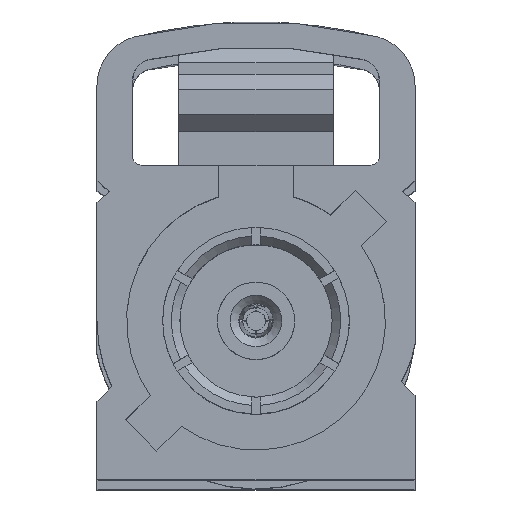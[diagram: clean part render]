
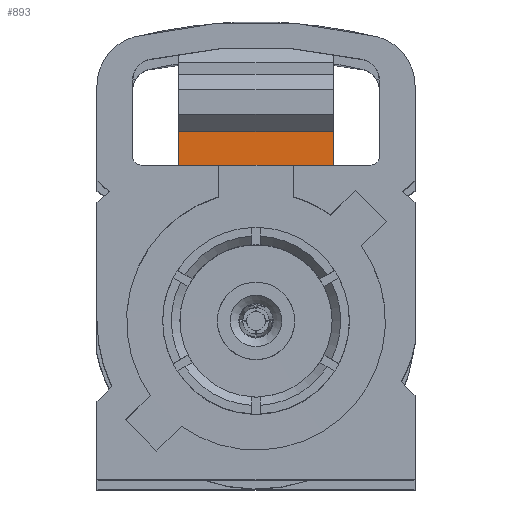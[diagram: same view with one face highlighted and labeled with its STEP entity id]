
A CAD part, top view. The second image highlights one B-rep face of the part: STEP entity #893.
In plain terms, the highlighted planar face has unit normal (0, 0, 1).
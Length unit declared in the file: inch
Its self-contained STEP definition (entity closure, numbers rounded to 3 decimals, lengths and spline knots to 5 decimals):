
#489 = VECTOR ( 'NONE', #5702, 39.37008 ) ;
#893 = ADVANCED_FACE ( 'NONE', ( #6995 ), #4246, .F. ) ;
#948 = EDGE_CURVE ( 'NONE', #8289, #3983, #4207, .T. ) ;
#973 = DIRECTION ( 'NONE',  ( -1., 0., 0. ) ) ;
#1081 = CARTESIAN_POINT ( 'NONE',  ( 0.04331, 0.18105, -0.25742 ) ) ;
#1217 = CARTESIAN_POINT ( 'NONE',  ( 0.09, 0.18105, -0.25742 ) ) ;
#1984 = VERTEX_POINT ( 'NONE', #5451 ) ;
#2296 = ORIENTED_EDGE ( 'NONE', *, *, #5432, .T. ) ;
#2304 = LINE ( 'NONE', #7571, #6508 ) ;
#2392 = CARTESIAN_POINT ( 'NONE',  ( 0.09, 0.21996, -0.25742 ) ) ;
#3059 = ORIENTED_EDGE ( 'NONE', *, *, #3208, .F. ) ;
#3208 = EDGE_CURVE ( 'NONE', #3983, #3308, #7689, .T. ) ;
#3223 = EDGE_CURVE ( 'NONE', #4514, #4975, #5838, .T. ) ;
#3302 = ORIENTED_EDGE ( 'NONE', *, *, #6582, .T. ) ;
#3308 = VERTEX_POINT ( 'NONE', #1081 ) ;
#3506 = ORIENTED_EDGE ( 'NONE', *, *, #3223, .F. ) ;
#3585 = CARTESIAN_POINT ( 'NONE',  ( -0.09, 0.21996, -0.25742 ) ) ;
#3590 = ORIENTED_EDGE ( 'NONE', *, *, #948, .F. ) ;
#3804 = DIRECTION ( 'NONE',  ( -1., 0., 0. ) ) ;
#3983 = VERTEX_POINT ( 'NONE', #5077 ) ;
#4207 = LINE ( 'NONE', #2392, #489 ) ;
#4246 = PLANE ( 'NONE',  #5588 ) ;
#4514 = VERTEX_POINT ( 'NONE', #8344 ) ;
#4658 = CARTESIAN_POINT ( 'NONE',  ( 0.09, 0.18105, -0.25742 ) ) ;
#4714 = VECTOR ( 'NONE', #6772, 39.37008 ) ;
#4936 = CARTESIAN_POINT ( 'NONE',  ( 0.09, 0.21996, -0.25742 ) ) ;
#4968 = VECTOR ( 'NONE', #3804, 39.37008 ) ;
#4975 = VERTEX_POINT ( 'NONE', #5677 ) ;
#5077 = CARTESIAN_POINT ( 'NONE',  ( 0.09, 0.18105, -0.25742 ) ) ;
#5156 = DIRECTION ( 'NONE',  ( -1., 0., 0. ) ) ;
#5373 = VECTOR ( 'NONE', #5156, 39.37008 ) ;
#5432 = EDGE_CURVE ( 'NONE', #1984, #4975, #6861, .T. ) ;
#5451 = CARTESIAN_POINT ( 'NONE',  ( -0.09, 0.21996, -0.25742 ) ) ;
#5588 = AXIS2_PLACEMENT_3D ( 'NONE', #4936, #7566, #6913 ) ;
#5677 = CARTESIAN_POINT ( 'NONE',  ( -0.09, 0.18105, -0.25742 ) ) ;
#5700 = ORIENTED_EDGE ( 'NONE', *, *, #7309, .T. ) ;
#5702 = DIRECTION ( 'NONE',  ( 0., -1., 0. ) ) ;
#5838 = LINE ( 'NONE', #1217, #4968 ) ;
#5875 = CARTESIAN_POINT ( 'NONE',  ( 0.09, 0.21996, -0.25742 ) ) ;
#6240 = CARTESIAN_POINT ( 'NONE',  ( 0.09, 0.21996, -0.25742 ) ) ;
#6508 = VECTOR ( 'NONE', #6917, 39.37008 ) ;
#6510 = LINE ( 'NONE', #6240, #6649 ) ;
#6582 = EDGE_CURVE ( 'NONE', #4514, #3308, #2304, .T. ) ;
#6649 = VECTOR ( 'NONE', #973, 39.37008 ) ;
#6772 = DIRECTION ( 'NONE',  ( 0., -1., 0. ) ) ;
#6861 = LINE ( 'NONE', #3585, #4714 ) ;
#6913 = DIRECTION ( 'NONE',  ( 0., -1., 0. ) ) ;
#6917 = DIRECTION ( 'NONE',  ( 1., 0., 0. ) ) ;
#6995 = FACE_OUTER_BOUND ( 'NONE', #8176, .T. ) ;
#7309 = EDGE_CURVE ( 'NONE', #8289, #1984, #6510, .T. ) ;
#7566 = DIRECTION ( 'NONE',  ( 0., 0., -1. ) ) ;
#7571 = CARTESIAN_POINT ( 'NONE',  ( 0.09, 0.18105, -0.25742 ) ) ;
#7689 = LINE ( 'NONE', #4658, #5373 ) ;
#8176 = EDGE_LOOP ( 'NONE', ( #2296, #3506, #3302, #3059, #3590, #5700 ) ) ;
#8289 = VERTEX_POINT ( 'NONE', #5875 ) ;
#8344 = CARTESIAN_POINT ( 'NONE',  ( -0.04331, 0.18105, -0.25742 ) ) ;
